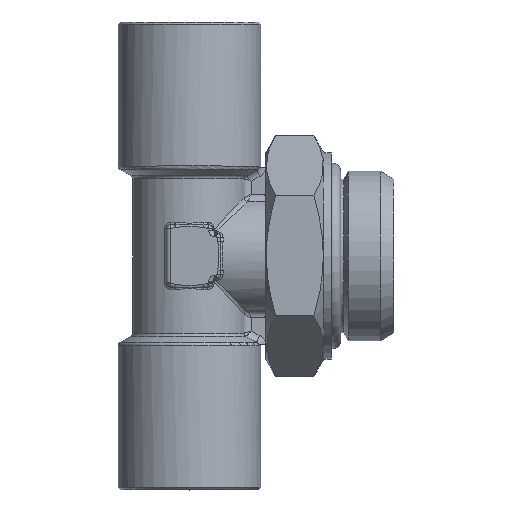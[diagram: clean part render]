
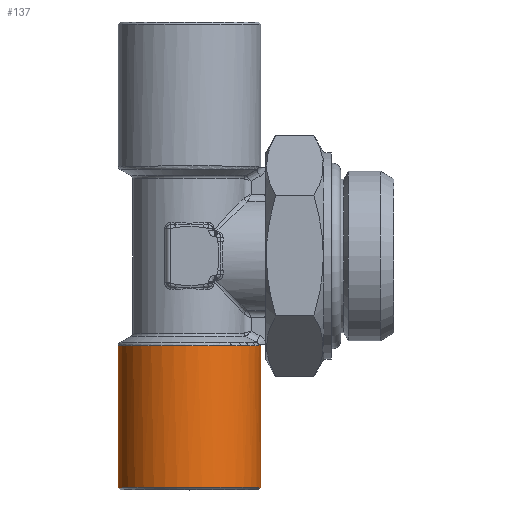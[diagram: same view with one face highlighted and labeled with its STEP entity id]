
A CAD part, top view. The second image highlights one B-rep face of the part: STEP entity #137.
In plain terms, the highlighted cylindrical face has radius 9.25 mm (diameter 18.5 mm), a full revolution.
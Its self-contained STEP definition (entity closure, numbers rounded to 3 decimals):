
#137 = ADVANCED_FACE( 'NONE', ( #739, #740 ), #741, .T. );
#739 = FACE_OUTER_BOUND( '', #2970, .T. );
#740 = FACE_OUTER_BOUND( '', #2971, .T. );
#741 = CYLINDRICAL_SURFACE( '', #2972, 9.25 );
#2970 = EDGE_LOOP( '', ( #10524, #10525, #10526, #10527 ) );
#2971 = EDGE_LOOP( '', ( #10528 ) );
#2972 = AXIS2_PLACEMENT_3D( '', #10529, #10530, #10531 );
#10524 = ORIENTED_EDGE( '', *, *, #13903, .T. );
#10525 = ORIENTED_EDGE( '', *, *, #13904, .F. );
#10526 = ORIENTED_EDGE( '', *, *, #13905, .T. );
#10527 = ORIENTED_EDGE( '', *, *, #13906, .F. );
#10528 = ORIENTED_EDGE( '', *, *, #13907, .T. );
#10529 = CARTESIAN_POINT( '', ( 0., 0., 0. ) );
#10530 = DIRECTION( '', ( 0., -1., 0. ) );
#10531 = DIRECTION( '', ( 0., 0., -1. ) );
#13903 = EDGE_CURVE( 'NONE', #15457, #15458, #15459, .T. );
#13904 = EDGE_CURVE( 'NONE', #15460, #15458, #15461, .T. );
#13905 = EDGE_CURVE( 'NONE', #15460, #15462, #15463, .T. );
#13906 = EDGE_CURVE( 'NONE', #15457, #15462, #15464, .T. );
#13907 = EDGE_CURVE( 'NONE', #15465, #15465, #15466, .T. );
#15457 = VERTEX_POINT( 'NONE', #18777 );
#15458 = VERTEX_POINT( 'NONE', #18778 );
#15459 = B_SPLINE_CURVE_WITH_KNOTS( '', 3, ( #18779, #18780, #18781, #18782, #18783 ), .UNSPECIFIED., .F., .F., ( 4, 1, 4 ), ( 0., 0.483, 1. ), .UNSPECIFIED. );
#15460 = VERTEX_POINT( 'NONE', #18784 );
#15461 = CIRCLE( '', #18785, 9.25 );
#15462 = VERTEX_POINT( 'NONE', #18786 );
#15463 = B_SPLINE_CURVE_WITH_KNOTS( '', 3, ( #18787, #18788, #18789, #18790, #18791 ), .UNSPECIFIED., .F., .F., ( 4, 1, 4 ), ( 0., 0.517, 1. ), .UNSPECIFIED. );
#15464 = CIRCLE( '', #18792, 9.25 );
#15465 = VERTEX_POINT( '', #18793 );
#15466 = CIRCLE( '', #18794, 9.25 );
#18777 = CARTESIAN_POINT( '', ( 9.013, -11.5, 2.081 ) );
#18778 = CARTESIAN_POINT( '', ( 8.971, -11.645, 2.256 ) );
#18779 = CARTESIAN_POINT( '', ( 9.013, -11.5, 2.081 ) );
#18780 = CARTESIAN_POINT( '', ( 9.007, -11.524, 2.108 ) );
#18781 = CARTESIAN_POINT( '', ( 8.993, -11.575, 2.165 ) );
#18782 = CARTESIAN_POINT( '', ( 8.978, -11.621, 2.225 ) );
#18783 = CARTESIAN_POINT( '', ( 8.971, -11.645, 2.256 ) );
#18784 = CARTESIAN_POINT( '', ( 8.971, -11.645, -2.256 ) );
#18785 = AXIS2_PLACEMENT_3D( '', #25742, #25743, #25744 );
#18786 = CARTESIAN_POINT( '', ( 9.013, -11.5, -2.081 ) );
#18787 = CARTESIAN_POINT( '', ( 8.971, -11.645, -2.256 ) );
#18788 = CARTESIAN_POINT( '', ( 8.978, -11.621, -2.225 ) );
#18789 = CARTESIAN_POINT( '', ( 8.993, -11.575, -2.165 ) );
#18790 = CARTESIAN_POINT( '', ( 9.007, -11.524, -2.108 ) );
#18791 = CARTESIAN_POINT( '', ( 9.013, -11.5, -2.081 ) );
#18792 = AXIS2_PLACEMENT_3D( '', #25745, #25746, #25747 );
#18793 = CARTESIAN_POINT( '', ( 0., -30., -9.25 ) );
#18794 = AXIS2_PLACEMENT_3D( '', #25748, #25749, #25750 );
#25742 = CARTESIAN_POINT( '', ( 0., -11.645, 0. ) );
#25743 = DIRECTION( '', ( 0., 1., 0. ) );
#25744 = DIRECTION( '', ( 0., 0., -1. ) );
#25745 = CARTESIAN_POINT( '', ( 0., -11.5, 0. ) );
#25746 = DIRECTION( '', ( 0., 1., 0. ) );
#25747 = DIRECTION( '', ( 0., 0., -1. ) );
#25748 = CARTESIAN_POINT( '', ( 0., -30., 0. ) );
#25749 = DIRECTION( '', ( 0., 1., 0. ) );
#25750 = DIRECTION( '', ( 0., 0., -1. ) );
